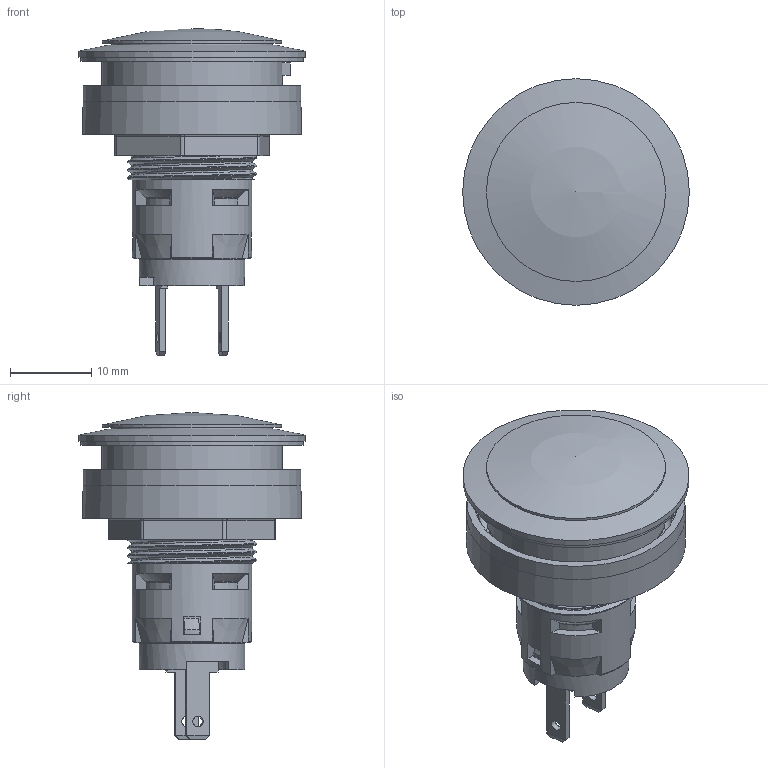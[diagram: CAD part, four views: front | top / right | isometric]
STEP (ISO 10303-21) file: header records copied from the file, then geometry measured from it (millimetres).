
FILE_DESCRIPTION(/* description */ (''),/* implementation_level */ '2;1');
FILE_NAME(/* name */ 'RRJL4_ipt.stp',/* time_stamp */ '2016-03-10T10:09:34+01:00',/* author */ ('mharscher'),/* organization */ (''),/* preprocessor_version */ 'ST-DEVELOPER v15.2',/* originating_system */ 'Autodesk Inventor 2014',/* authorisation */ '');
FILE_SCHEMA (('CONFIG_CONTROL_DESIGN'));
Length unit declared in the file: centimetre
Products named in the file (1): RRJL4_ipt
Bounding box: 27.9 x 27.9 x 40.24 mm (x, y, z)
Volume: 8414.7 mm3; surface area: 5793.4 mm2
Topology: 1 solids, 3 shells, 326 faces, 920 edges, 601 vertices
Faces by surface type: plane 208, cylinder 80, cone 18, torus 16, bspline 3, sphere 1
Full cylindrical faces by diameter (mm): 1.3 x2, 12 x1, 13 x1, 14.7 x1, 16 x2, 16.5 x1, 17.419 x1, 19.7 x1, 20.05 x1, 22.05 x1, 22.2 x1, 25 x1, 26.86 x1, 27.4 x1, 27.9 x1
Entity records: 14327 total; most frequent: CARTESIAN_POINT 6008, ORIENTED_EDGE 1752, DIRECTION 1684, EDGE_CURVE 874, LINE 586, VECTOR 586, VERTEX_POINT 585, AXIS2_PLACEMENT_3D 549
